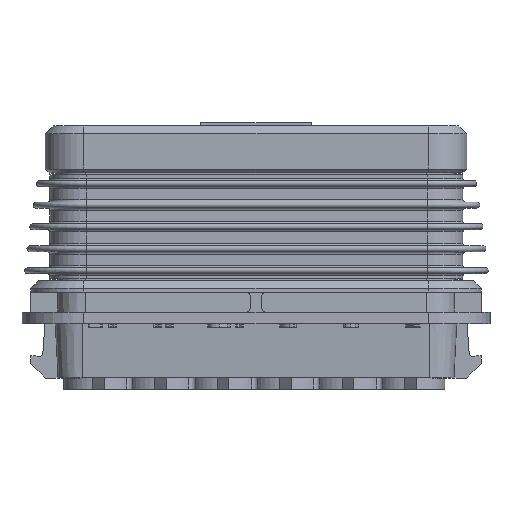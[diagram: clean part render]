
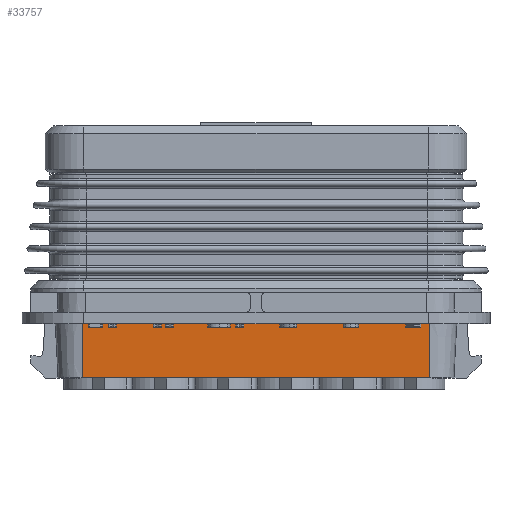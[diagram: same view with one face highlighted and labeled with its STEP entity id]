
A CAD part, top view. The second image highlights one B-rep face of the part: STEP entity #33757.
In plain terms, the highlighted planar face has unit normal (0, -0.052, 0.999).
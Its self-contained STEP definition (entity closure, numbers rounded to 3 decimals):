
#341=DIRECTION('',(-1.,0.,0.));
#342=VECTOR('',#341,45.07);
#343=CARTESIAN_POINT('',(22.535,-26.66,9.511));
#344=LINE('',#343,#342);
#10996=DIRECTION('',(0.,-0.999,-0.052));
#10997=VECTOR('',#10996,7.05);
#10998=CARTESIAN_POINT('',(22.535,-19.62,9.88));
#10999=LINE('',#10998,#10997);
#11000=DIRECTION('',(-1.,0.,0.));
#11001=VECTOR('',#11000,45.07);
#11002=CARTESIAN_POINT('',(22.535,-19.62,9.88));
#11003=LINE('',#11002,#11001);
#11004=DIRECTION('',(0.,-0.999,-0.052));
#11005=VECTOR('',#11004,7.05);
#11006=CARTESIAN_POINT('',(-22.535,-19.62,9.88));
#11007=LINE('',#11006,#11005);
#18803=CARTESIAN_POINT('',(22.535,-26.66,9.511));
#18805=VERTEX_POINT('',#18803);
#18806=CARTESIAN_POINT('',(-22.535,-26.66,9.511));
#18807=VERTEX_POINT('',#18806);
#18850=CARTESIAN_POINT('',(22.535,-19.62,9.88));
#18851=VERTEX_POINT('',#18850);
#18852=CARTESIAN_POINT('',(-22.535,-19.62,9.88));
#18853=VERTEX_POINT('',#18852);
#33745=CARTESIAN_POINT('',(24.469,-19.23,9.9));
#33746=DIRECTION('',(0.,-0.052,0.999));
#33747=DIRECTION('',(-1.,0.,0.));
#33748=AXIS2_PLACEMENT_3D('',#33745,#33746,#33747);
#33749=PLANE('',#33748);
#33750=ORIENTED_EDGE('',*,*,#33739,.T.);
#33751=ORIENTED_EDGE('',*,*,#20386,.T.);
#33753=ORIENTED_EDGE('',*,*,#33752,.F.);
#33754=ORIENTED_EDGE('',*,*,#24472,.F.);
#33755=EDGE_LOOP('',(#33750,#33751,#33753,#33754));
#33756=FACE_OUTER_BOUND('',#33755,.F.);
#33757=ADVANCED_FACE('',(#33756),#33749,.T.);
#20386=EDGE_CURVE('',#18805,#18807,#344,.T.);
#24472=EDGE_CURVE('',#18851,#18853,#11003,.T.);
#33739=EDGE_CURVE('',#18851,#18805,#10999,.T.);
#33752=EDGE_CURVE('',#18853,#18807,#11007,.T.);
